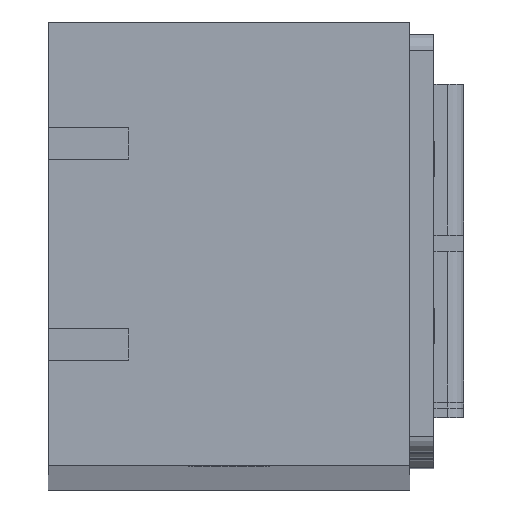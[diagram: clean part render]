
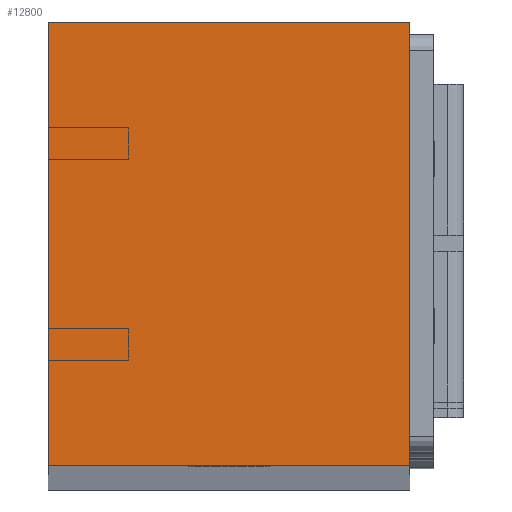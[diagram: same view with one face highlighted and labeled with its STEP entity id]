
A CAD part, top view. The second image highlights one B-rep face of the part: STEP entity #12800.
In plain terms, the highlighted planar face has unit normal (0, 0, 1).
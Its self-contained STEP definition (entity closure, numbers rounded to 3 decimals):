
#12800=ADVANCED_FACE('',(#33937),#33939,.T.);
#33937=FACE_BOUND('',#33938,.T.);
#33938=EDGE_LOOP('',(#53564,#53565,#53566,#53567));
#33939=PLANE('',#33940);
#33940=AXIS2_PLACEMENT_3D('',#33941,#33942,#33943);
#33941=CARTESIAN_POINT('',(46.,0.,1760.));
#33942=DIRECTION('',(0.,0.,1.));
#33943=DIRECTION('',(0.,1.,0.));
#53564=ORIENTED_EDGE('',*,*,#64100,.F.);
#53565=ORIENTED_EDGE('',*,*,#66080,.T.);
#53566=ORIENTED_EDGE('',*,*,#66082,.F.);
#53567=ORIENTED_EDGE('',*,*,#66083,.F.);
#64100=EDGE_CURVE('',#74661,#74663,#74664,.T.);
#66080=EDGE_CURVE('',#74661,#77707,#77709,.T.);
#66082=EDGE_CURVE('',#77712,#77707,#77713,.T.);
#66083=EDGE_CURVE('',#74663,#77712,#77714,.T.);
#74661=VERTEX_POINT('',#97014);
#74663=VERTEX_POINT('',#97018);
#74664=LINE('',#97019,#97020);
#77707=VERTEX_POINT('',#104298);
#77709=LINE('',#104302,#104303);
#77712=VERTEX_POINT('',#104310);
#77713=LINE('',#104311,#104312);
#77714=LINE('',#104314,#104315);
#97014=CARTESIAN_POINT('',(45.,55.2,1760.));
#97018=CARTESIAN_POINT('',(45.,0.,1760.));
#97019=CARTESIAN_POINT('',(45.,55.2,1760.));
#97020=VECTOR('',#97021,1.);
#97021=DIRECTION('',(0.,-1.,0.));
#104298=CARTESIAN_POINT('',(0.,55.2,1760.));
#104302=CARTESIAN_POINT('',(45.,55.2,1760.));
#104303=VECTOR('',#104304,1.);
#104304=DIRECTION('',(-1.,0.,0.));
#104310=CARTESIAN_POINT('',(0.,0.,1760.));
#104311=CARTESIAN_POINT('',(0.,0.,1760.));
#104312=VECTOR('',#104313,1.);
#104313=DIRECTION('',(0.,1.,0.));
#104314=CARTESIAN_POINT('',(45.,0.,1760.));
#104315=VECTOR('',#104316,1.);
#104316=DIRECTION('',(-1.,0.,0.));
